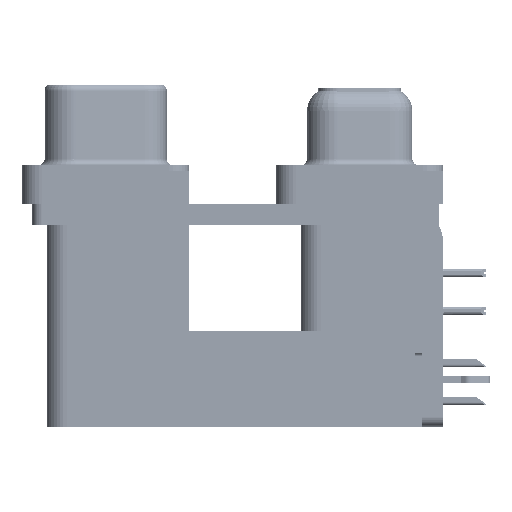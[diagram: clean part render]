
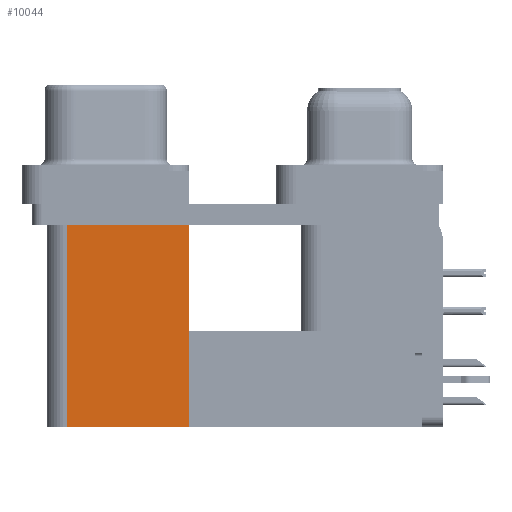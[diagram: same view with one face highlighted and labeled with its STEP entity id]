
A CAD part, left-side view. The second image highlights one B-rep face of the part: STEP entity #10044.
In plain terms, the highlighted planar face has unit normal (-1, 0, 0).
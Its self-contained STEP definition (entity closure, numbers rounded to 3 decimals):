
#168 = EDGE_CURVE ( 'NONE', #33369, #9481, #6845, .T. ) ;
#859 = ORIENTED_EDGE ( 'NONE', *, *, #168, .F. ) ;
#2483 = LINE ( 'NONE', #50695, #40547 ) ;
#2523 = VECTOR ( 'NONE', #56634, 1000. ) ;
#3783 = CARTESIAN_POINT ( 'NONE',  ( 3.7, 12.775, -19.2 ) ) ;
#6001 = DIRECTION ( 'NONE',  ( 0., 1., 0. ) ) ;
#6728 = AXIS2_PLACEMENT_3D ( 'NONE', #18559, #9955, #45787 ) ;
#6845 = LINE ( 'NONE', #33266, #29008 ) ;
#8863 = ORIENTED_EDGE ( 'NONE', *, *, #54969, .T. ) ;
#9481 = VERTEX_POINT ( 'NONE', #25803 ) ;
#9955 = DIRECTION ( 'NONE',  ( 1., 0., 0. ) ) ;
#10044 = ADVANCED_FACE ( 'NONE', ( #23711 ), #54123, .F. ) ;
#14746 = LINE ( 'NONE', #32276, #30857 ) ;
#16229 = CARTESIAN_POINT ( 'NONE',  ( 3.7, 12.775, -2.5 ) ) ;
#17339 = VERTEX_POINT ( 'NONE', #38089 ) ;
#17898 = EDGE_CURVE ( 'NONE', #9481, #17339, #2483, .T. ) ;
#18559 = CARTESIAN_POINT ( 'NONE',  ( 3.7, 12.775, -19.2 ) ) ;
#22029 = VERTEX_POINT ( 'NONE', #16229 ) ;
#23711 = FACE_OUTER_BOUND ( 'NONE', #38486, .T. ) ;
#24190 = DIRECTION ( 'NONE',  ( 0., 1., 0. ) ) ;
#25803 = CARTESIAN_POINT ( 'NONE',  ( 3.7, 21.975, -19.2 ) ) ;
#25935 = LINE ( 'NONE', #43432, #2523 ) ;
#26542 = EDGE_CURVE ( 'NONE', #22029, #17339, #14746, .T. ) ;
#28898 = DIRECTION ( 'NONE',  ( 0., 0., 1. ) ) ;
#29008 = VECTOR ( 'NONE', #6001, 1000. ) ;
#30857 = VECTOR ( 'NONE', #24190, 1000. ) ;
#32276 = CARTESIAN_POINT ( 'NONE',  ( 3.7, 12.775, -2.5 ) ) ;
#33266 = CARTESIAN_POINT ( 'NONE',  ( 3.7, 12.775, -19.2 ) ) ;
#33369 = VERTEX_POINT ( 'NONE', #3783 ) ;
#38089 = CARTESIAN_POINT ( 'NONE',  ( 3.7, 21.975, -2.5 ) ) ;
#38486 = EDGE_LOOP ( 'NONE', ( #49581, #47237, #859, #8863 ) ) ;
#40547 = VECTOR ( 'NONE', #28898, 1000. ) ;
#43432 = CARTESIAN_POINT ( 'NONE',  ( 3.7, 12.775, -19.2 ) ) ;
#45787 = DIRECTION ( 'NONE',  ( 0., 1., 0. ) ) ;
#47237 = ORIENTED_EDGE ( 'NONE', *, *, #17898, .F. ) ;
#49581 = ORIENTED_EDGE ( 'NONE', *, *, #26542, .T. ) ;
#50695 = CARTESIAN_POINT ( 'NONE',  ( 3.7, 21.975, -19.2 ) ) ;
#54123 = PLANE ( 'NONE',  #6728 ) ;
#54969 = EDGE_CURVE ( 'NONE', #33369, #22029, #25935, .T. ) ;
#56634 = DIRECTION ( 'NONE',  ( 0., 0., 1. ) ) ;
